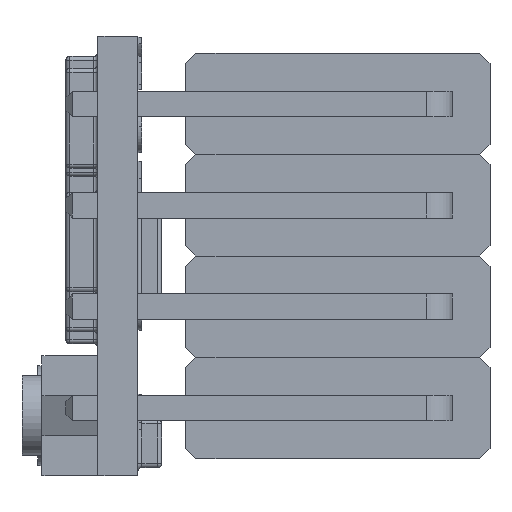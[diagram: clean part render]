
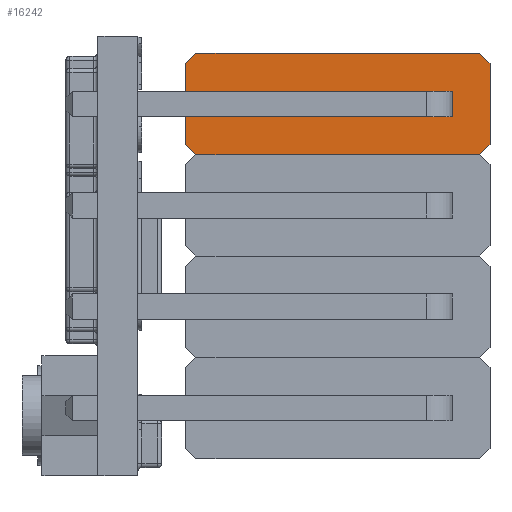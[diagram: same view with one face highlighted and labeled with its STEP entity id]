
A CAD part, left-side view. The second image highlights one B-rep face of the part: STEP entity #16242.
In plain terms, the highlighted planar face has unit normal (-1, 0, 0).
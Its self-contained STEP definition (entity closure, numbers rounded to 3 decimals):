
#1290=FACE_BOUND('',#2392,.T.);
#1291=FACE_BOUND('',#2393,.T.);
#1292=FACE_BOUND('',#2394,.T.);
#1390=FACE_OUTER_BOUND('',#2391,.T.);
#2391=EDGE_LOOP('',(#10221,#10222,#10223,#10224,#10225,#10226,#10227,#10228));
#2392=EDGE_LOOP('',(#10229,#10230,#10231,#10232));
#2393=EDGE_LOOP('',(#10233,#10234,#10235,#10236));
#2394=EDGE_LOOP('',(#10237,#10238,#10239,#10240));
#3455=LINE('',#23562,#4982);
#3457=LINE('',#23567,#4984);
#3461=LINE('',#23574,#4988);
#3464=LINE('',#23580,#4991);
#3467=LINE('',#23586,#4994);
#3469=LINE('',#23591,#4996);
#3473=LINE('',#23598,#5000);
#3474=LINE('',#23600,#5001);
#3477=LINE('',#23607,#5004);
#3481=LINE('',#23615,#5008);
#3484=LINE('',#23621,#5011);
#3486=LINE('',#23624,#5013);
#3489=LINE('',#23631,#5016);
#3493=LINE('',#23639,#5020);
#3496=LINE('',#23645,#5023);
#3498=LINE('',#23648,#5025);
#3501=LINE('',#23655,#5028);
#3505=LINE('',#23663,#5032);
#3508=LINE('',#23669,#5035);
#3510=LINE('',#23672,#5037);
#4982=VECTOR('',#18852,1.);
#4984=VECTOR('',#18856,1.);
#4988=VECTOR('',#18862,1.);
#4991=VECTOR('',#18867,1.);
#4994=VECTOR('',#18872,1.);
#4996=VECTOR('',#18876,1.);
#5000=VECTOR('',#18882,1.);
#5001=VECTOR('',#18885,1.);
#5004=VECTOR('',#18890,1.);
#5008=VECTOR('',#18896,1.);
#5011=VECTOR('',#18901,1.);
#5013=VECTOR('',#18905,1.);
#5016=VECTOR('',#18910,1.);
#5020=VECTOR('',#18916,1.);
#5023=VECTOR('',#18921,1.);
#5025=VECTOR('',#18925,1.);
#5028=VECTOR('',#18930,1.);
#5032=VECTOR('',#18936,1.);
#5035=VECTOR('',#18941,1.);
#5037=VECTOR('',#18945,1.);
#6506=VERTEX_POINT('',#23555);
#6509=VERTEX_POINT('',#23560);
#6510=VERTEX_POINT('',#23564);
#6513=VERTEX_POINT('',#23572);
#6515=VERTEX_POINT('',#23578);
#6517=VERTEX_POINT('',#23584);
#6518=VERTEX_POINT('',#23588);
#6521=VERTEX_POINT('',#23596);
#6522=VERTEX_POINT('',#23603);
#6524=VERTEX_POINT('',#23606);
#6526=VERTEX_POINT('',#23612);
#6528=VERTEX_POINT('',#23618);
#6530=VERTEX_POINT('',#23627);
#6532=VERTEX_POINT('',#23630);
#6534=VERTEX_POINT('',#23636);
#6536=VERTEX_POINT('',#23642);
#6538=VERTEX_POINT('',#23651);
#6540=VERTEX_POINT('',#23654);
#6542=VERTEX_POINT('',#23660);
#6544=VERTEX_POINT('',#23666);
#7859=EDGE_CURVE('',#6506,#6509,#3455,.T.);
#7861=EDGE_CURVE('',#6510,#6509,#3457,.T.);
#7865=EDGE_CURVE('',#6510,#6513,#3461,.T.);
#7868=EDGE_CURVE('',#6513,#6515,#3464,.T.);
#7871=EDGE_CURVE('',#6515,#6517,#3467,.T.);
#7873=EDGE_CURVE('',#6518,#6517,#3469,.T.);
#7877=EDGE_CURVE('',#6518,#6521,#3473,.T.);
#7878=EDGE_CURVE('',#6506,#6521,#3474,.T.);
#7881=EDGE_CURVE('',#6522,#6524,#3477,.T.);
#7885=EDGE_CURVE('',#6526,#6522,#3481,.T.);
#7888=EDGE_CURVE('',#6528,#6526,#3484,.T.);
#7890=EDGE_CURVE('',#6524,#6528,#3486,.T.);
#7893=EDGE_CURVE('',#6530,#6532,#3489,.T.);
#7897=EDGE_CURVE('',#6534,#6530,#3493,.T.);
#7900=EDGE_CURVE('',#6536,#6534,#3496,.T.);
#7902=EDGE_CURVE('',#6532,#6536,#3498,.T.);
#7905=EDGE_CURVE('',#6538,#6540,#3501,.T.);
#7909=EDGE_CURVE('',#6542,#6538,#3505,.T.);
#7912=EDGE_CURVE('',#6544,#6542,#3508,.T.);
#7914=EDGE_CURVE('',#6540,#6544,#3510,.T.);
#10221=ORIENTED_EDGE('',*,*,#7859,.T.);
#10222=ORIENTED_EDGE('',*,*,#7861,.F.);
#10223=ORIENTED_EDGE('',*,*,#7865,.T.);
#10224=ORIENTED_EDGE('',*,*,#7868,.T.);
#10225=ORIENTED_EDGE('',*,*,#7871,.T.);
#10226=ORIENTED_EDGE('',*,*,#7873,.F.);
#10227=ORIENTED_EDGE('',*,*,#7877,.T.);
#10228=ORIENTED_EDGE('',*,*,#7878,.F.);
#10229=ORIENTED_EDGE('',*,*,#7881,.F.);
#10230=ORIENTED_EDGE('',*,*,#7885,.F.);
#10231=ORIENTED_EDGE('',*,*,#7888,.F.);
#10232=ORIENTED_EDGE('',*,*,#7890,.F.);
#10233=ORIENTED_EDGE('',*,*,#7893,.F.);
#10234=ORIENTED_EDGE('',*,*,#7897,.F.);
#10235=ORIENTED_EDGE('',*,*,#7900,.F.);
#10236=ORIENTED_EDGE('',*,*,#7902,.F.);
#10237=ORIENTED_EDGE('',*,*,#7905,.F.);
#10238=ORIENTED_EDGE('',*,*,#7909,.F.);
#10239=ORIENTED_EDGE('',*,*,#7912,.F.);
#10240=ORIENTED_EDGE('',*,*,#7914,.F.);
#14731=PLANE('',#17274);
#16242=ADVANCED_FACE('',(#1390,#1290,#1291,#1292),#14731,.T.);
#17274=AXIS2_PLACEMENT_3D('',#23674,#18947,#18948);
#18852=DIRECTION('',(0.,0.,1.));
#18856=DIRECTION('',(0.,-0.707,-0.707));
#18862=DIRECTION('',(0.,1.,0.));
#18867=DIRECTION('',(0.,0.707,-0.707));
#18872=DIRECTION('',(0.,0.,-1.));
#18876=DIRECTION('',(0.,0.707,0.707));
#18882=DIRECTION('',(0.,-1.,0.));
#18885=DIRECTION('',(0.,0.707,-0.707));
#18890=DIRECTION('',(0.,0.,1.));
#18896=DIRECTION('',(0.,-1.,0.));
#18901=DIRECTION('',(0.,0.,-1.));
#18905=DIRECTION('',(0.,1.,0.));
#18910=DIRECTION('',(0.,0.,1.));
#18916=DIRECTION('',(0.,-1.,0.));
#18921=DIRECTION('',(0.,0.,-1.));
#18925=DIRECTION('',(0.,1.,0.));
#18930=DIRECTION('',(0.,0.,1.));
#18936=DIRECTION('',(0.,-1.,0.));
#18941=DIRECTION('',(0.,0.,-1.));
#18945=DIRECTION('',(0.,1.,0.));
#18947=DIRECTION('center_axis',(-1.,0.,0.));
#18948=DIRECTION('ref_axis',(0.,0.,-1.));
#23555=CARTESIAN_POINT('',(6.58,-1.27,0.254));
#23560=CARTESIAN_POINT('',(6.58,-1.27,7.366));
#23562=CARTESIAN_POINT('',(6.58,-1.27,0.254));
#23564=CARTESIAN_POINT('',(6.58,-1.016,7.62));
#23567=CARTESIAN_POINT('',(6.58,-1.016,7.62));
#23572=CARTESIAN_POINT('',(6.58,1.016,7.62));
#23574=CARTESIAN_POINT('',(6.58,-1.016,7.62));
#23578=CARTESIAN_POINT('',(6.58,1.27,7.366));
#23580=CARTESIAN_POINT('',(6.58,1.016,7.62));
#23584=CARTESIAN_POINT('',(6.58,1.27,0.254));
#23586=CARTESIAN_POINT('',(6.58,1.27,7.366));
#23588=CARTESIAN_POINT('',(6.58,1.016,0.));
#23591=CARTESIAN_POINT('',(6.58,1.016,0.));
#23596=CARTESIAN_POINT('',(6.58,-1.016,0.));
#23598=CARTESIAN_POINT('',(6.58,1.016,0.));
#23600=CARTESIAN_POINT('',(6.58,-1.27,0.254));
#23603=CARTESIAN_POINT('',(6.58,-0.32,6.03));
#23606=CARTESIAN_POINT('',(6.58,-0.32,6.67));
#23607=CARTESIAN_POINT('',(6.58,-0.32,6.03));
#23612=CARTESIAN_POINT('',(6.58,0.32,6.03));
#23615=CARTESIAN_POINT('',(6.58,0.32,6.03));
#23618=CARTESIAN_POINT('',(6.58,0.32,6.67));
#23621=CARTESIAN_POINT('',(6.58,0.32,6.67));
#23624=CARTESIAN_POINT('',(6.58,-0.32,6.67));
#23627=CARTESIAN_POINT('',(6.58,-0.32,3.49));
#23630=CARTESIAN_POINT('',(6.58,-0.32,4.13));
#23631=CARTESIAN_POINT('',(6.58,-0.32,3.49));
#23636=CARTESIAN_POINT('',(6.58,0.32,3.49));
#23639=CARTESIAN_POINT('',(6.58,0.32,3.49));
#23642=CARTESIAN_POINT('',(6.58,0.32,4.13));
#23645=CARTESIAN_POINT('',(6.58,0.32,4.13));
#23648=CARTESIAN_POINT('',(6.58,-0.32,4.13));
#23651=CARTESIAN_POINT('',(6.58,-0.32,0.95));
#23654=CARTESIAN_POINT('',(6.58,-0.32,1.59));
#23655=CARTESIAN_POINT('',(6.58,-0.32,0.95));
#23660=CARTESIAN_POINT('',(6.58,0.32,0.95));
#23663=CARTESIAN_POINT('',(6.58,0.32,0.95));
#23666=CARTESIAN_POINT('',(6.58,0.32,1.59));
#23669=CARTESIAN_POINT('',(6.58,0.32,1.59));
#23672=CARTESIAN_POINT('',(6.58,-0.32,1.59));
#23674=CARTESIAN_POINT('Origin',(6.58,0.,3.81));
